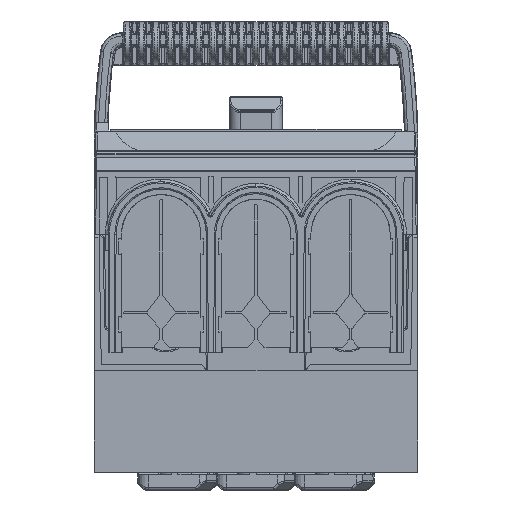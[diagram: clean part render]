
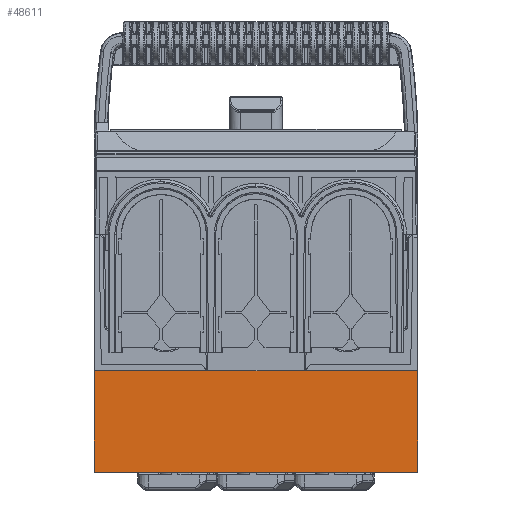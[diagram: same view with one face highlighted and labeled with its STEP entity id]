
A CAD part, front view. The second image highlights one B-rep face of the part: STEP entity #48611.
In plain terms, the highlighted planar face has unit normal (0, -1, -0.006).
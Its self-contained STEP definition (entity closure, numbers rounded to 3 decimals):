
#48611=ADVANCED_FACE('NAUO1\\LPATTERN2',(#55485),#53998,.T.);
#53998=PLANE('',#131116);
#55485=FACE_OUTER_BOUND('',#61007,.T.);
#61007=EDGE_LOOP('',(#68720,#68721,#68722,#68723,#68724,#68725));
#68720=ORIENTED_EDGE('',*,*,#106224,.F.);
#68721=ORIENTED_EDGE('',*,*,#106225,.T.);
#68722=ORIENTED_EDGE('',*,*,#106142,.F.);
#68723=ORIENTED_EDGE('',*,*,#106226,.F.);
#68724=ORIENTED_EDGE('',*,*,#106029,.F.);
#68725=ORIENTED_EDGE('',*,*,#106223,.T.);
#96720=VERTEX_POINT('',#165707);
#96721=VERTEX_POINT('',#165709);
#96805=VERTEX_POINT('',#166226);
#96806=VERTEX_POINT('',#166228);
#96853=VERTEX_POINT('',#166424);
#96854=VERTEX_POINT('',#166428);
#106029=EDGE_CURVE('',#96720,#96721,#119866,.T.);
#106142=EDGE_CURVE('',#96805,#96806,#119924,.T.);
#106223=EDGE_CURVE('',#96720,#96853,#119982,.T.);
#106224=EDGE_CURVE('',#96854,#96853,#119983,.T.);
#106225=EDGE_CURVE('',#96854,#96806,#119984,.T.);
#106226=EDGE_CURVE('',#96721,#96805,#119985,.T.);
#119866=LINE('',#165708,#125594);
#119924=LINE('',#166227,#125652);
#119982=LINE('',#166425,#125712);
#119983=LINE('',#166427,#125713);
#119984=LINE('',#166429,#125714);
#119985=LINE('',#166430,#125715);
#125594=VECTOR('',#140281,1.);
#125652=VECTOR('',#140359,1.);
#125712=VECTOR('',#140519,1.);
#125713=VECTOR('',#140522,1.);
#125714=VECTOR('',#140523,1.);
#125715=VECTOR('',#140524,1.);
#131116=AXIS2_PLACEMENT_3D('',#166431,#140525,#140526);
#140281=DIRECTION('',(0.,0.006,-1.));
#140359=DIRECTION('',(0.,-0.006,1.));
#140519=DIRECTION('',(-1.,0.,0.));
#140522=DIRECTION('',(1.,0.,0.));
#140523=DIRECTION('',(-1.,0.,0.));
#140524=DIRECTION('',(-1.,0.,0.));
#140525=DIRECTION('',(0.,-1.,-0.006));
#140526=DIRECTION('',(0.,-0.006,1.));
#165707=CARTESIAN_POINT('',(60.,-217.,17.5));
#165708=CARTESIAN_POINT('',(60.,-216.885,-1.25));
#165709=CARTESIAN_POINT('',(60.,-216.771,-20.));
#166226=CARTESIAN_POINT('',(-60.,-216.771,-20.));
#166227=CARTESIAN_POINT('',(-60.,-216.885,-1.25));
#166228=CARTESIAN_POINT('',(-60.,-217.,17.5));
#166424=CARTESIAN_POINT('',(17.793,-217.,17.5));
#166425=CARTESIAN_POINT('',(38.896,-217.,17.5));
#166427=CARTESIAN_POINT('',(0.,-217.,17.5));
#166428=CARTESIAN_POINT('',(-17.793,-217.,17.5));
#166429=CARTESIAN_POINT('',(-38.896,-217.,17.5));
#166430=CARTESIAN_POINT('',(0.,-216.771,-20.));
#166431=CARTESIAN_POINT('',(-39.5,-216.771,-20.));
